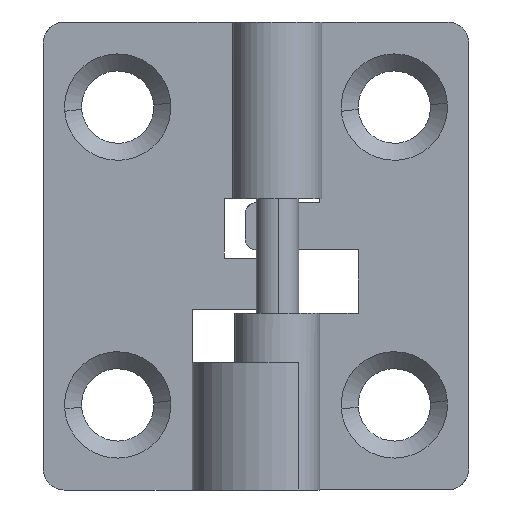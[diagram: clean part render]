
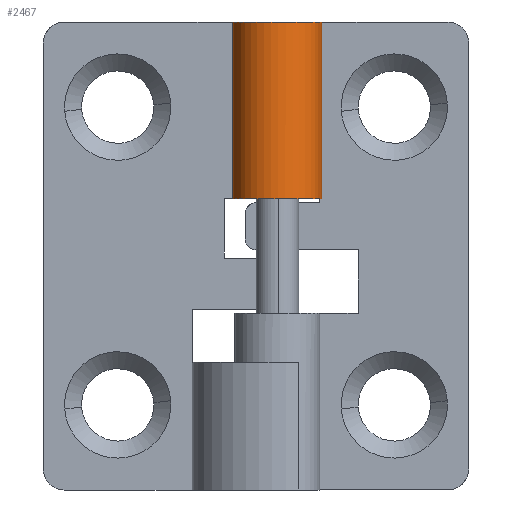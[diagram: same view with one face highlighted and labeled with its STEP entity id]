
A CAD part, front view. The second image highlights one B-rep face of the part: STEP entity #2467.
In plain terms, the highlighted free-form (B-spline) face has degree [1, 2] with [2, 7] control points.
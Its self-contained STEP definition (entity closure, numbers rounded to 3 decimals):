
#2351=CARTESIAN_POINT('',(-1.771,1.028,22.208));
#2352=CARTESIAN_POINT('',(-1.771,1.028,13.487));
#2353=CARTESIAN_POINT('',(-3.173,-1.172,22.208));
#2354=CARTESIAN_POINT('',(-3.173,-1.172,13.487));
#2355=CARTESIAN_POINT('',(-0.724,-2.071,22.208));
#2356=CARTESIAN_POINT('',(-0.724,-2.071,13.487));
#2357=CARTESIAN_POINT('',(1.725,-2.971,22.208));
#2358=CARTESIAN_POINT('',(1.725,-2.971,13.487));
#2359=CARTESIAN_POINT('',(2.08,-0.386,22.208));
#2360=CARTESIAN_POINT('',(2.08,-0.386,13.487));
#2361=CARTESIAN_POINT('',(2.436,2.198,22.208));
#2362=CARTESIAN_POINT('',(2.436,2.198,13.487));
#2363=CARTESIAN_POINT('',(-0.165,1.994,22.208));
#2364=CARTESIAN_POINT('',(-0.165,1.994,13.487));
#2372=(BOUNDED_SURFACE()B_SPLINE_SURFACE(1,2,((#2351,#2353,#2355,#2357,#2359,#2361,#2363),(#2352,#2354,#2356,#2358,#2360,#2362,#2364)),.UNSPECIFIED.,.F.,.F.,.U.)B_SPLINE_SURFACE_WITH_KNOTS((2,2),(3,2,2,3),(0.0,8.72),(0.0,4.022,8.043,12.065),.UNSPECIFIED.)GEOMETRIC_REPRESENTATION_ITEM()RATIONAL_B_SPLINE_SURFACE(((1.0,0.627,1.0,0.627,1.0,0.627,1.0),(1.0,0.627,1.0,0.627,1.0,0.627,1.0)))REPRESENTATION_ITEM('')SURFACE());
#2373=CARTESIAN_POINT('',(-1.819,0.95,22.0));
#2374=VERTEX_POINT('',#2373);
#2375=CARTESIAN_POINT('',(-1.819,0.95,13.7));
#2376=VERTEX_POINT('',#2375);
#2377=CARTESIAN_POINT('',(-1.819,0.95,22.0));
#2378=CARTESIAN_POINT('',(-1.819,0.95,13.7));
#2379=QUASI_UNIFORM_CURVE('',1,(#2377,#2378),.UNSPECIFIED.,.F.,.U.);
#2380=EDGE_CURVE('',#2374,#2376,#2379,.T.);
#2381=ORIENTED_EDGE('',*,*,#2380,.T.);
#2382=CARTESIAN_POINT('',(0.,2.,13.7));
#2383=VERTEX_POINT('',#2382);
#2384=CARTESIAN_POINT('',(0.,2.,13.7));
#2385=CARTESIAN_POINT('',(0.157,2.,13.7));
#2386=CARTESIAN_POINT('',(0.401,1.972,13.7));
#2387=CARTESIAN_POINT('',(0.738,1.873,13.7));
#2388=CARTESIAN_POINT('',(0.993,1.758,13.7));
#2389=CARTESIAN_POINT('',(1.242,1.601,13.7));
#2390=CARTESIAN_POINT('',(1.484,1.399,13.7));
#2391=CARTESIAN_POINT('',(1.724,1.121,13.7));
#2392=CARTESIAN_POINT('',(1.9,0.816,13.7));
#2393=CARTESIAN_POINT('',(2.02,0.501,13.7));
#2394=CARTESIAN_POINT('',(2.084,0.213,13.7));
#2395=CARTESIAN_POINT('',(2.111,-0.151,13.7));
#2396=CARTESIAN_POINT('',(2.073,-0.51,13.7));
#2397=CARTESIAN_POINT('',(1.953,-0.901,13.7));
#2398=CARTESIAN_POINT('',(1.802,-1.196,13.7));
#2399=CARTESIAN_POINT('',(1.59,-1.485,13.7));
#2400=CARTESIAN_POINT('',(1.361,-1.713,13.7));
#2401=CARTESIAN_POINT('',(1.067,-1.919,13.7));
#2402=CARTESIAN_POINT('',(0.776,-2.06,13.7));
#2403=CARTESIAN_POINT('',(0.488,-2.149,13.7));
#2404=CARTESIAN_POINT('',(0.17,-2.202,13.7));
#2405=CARTESIAN_POINT('',(-0.176,-2.205,13.7));
#2406=CARTESIAN_POINT('',(-0.572,-2.134,13.7));
#2407=CARTESIAN_POINT('',(-0.901,-2.008,13.7));
#2408=CARTESIAN_POINT('',(-1.21,-1.826,13.7));
#2409=CARTESIAN_POINT('',(-1.467,-1.618,13.7));
#2410=CARTESIAN_POINT('',(-1.711,-1.335,13.7));
#2411=CARTESIAN_POINT('',(-1.889,-1.039,13.7));
#2412=CARTESIAN_POINT('',(-2.015,-0.719,13.7));
#2413=CARTESIAN_POINT('',(-2.098,-0.355,13.7));
#2414=CARTESIAN_POINT('',(-2.11,0.056,13.7));
#2415=CARTESIAN_POINT('',(-2.026,0.516,13.7));
#2416=CARTESIAN_POINT('',(-1.905,0.801,13.7));
#2417=CARTESIAN_POINT('',(-1.819,0.95,13.7));
#2418=B_SPLINE_CURVE_WITH_KNOTS('',3,(#2384,#2385,#2386,#2387,#2388,#2389,#2390,#2391,#2392,#2393,#2394,#2395,#2396,#2397,#2398,#2399,#2400,#2401,#2402,#2403,#2404,#2405,#2406,#2407,#2408,#2409,#2410,#2411,#2412,#2413,#2414,#2415,#2416,#2417),.UNSPECIFIED.,.F.,.U.,(4,1,1,1,1,1,1,1,1,1,1,1,1,1,1,1,1,1,1,1,1,1,1,1,1,1,1,1,1,1,1,4),(0.,0.472,0.73,1.052,1.31,1.611,1.997,2.405,2.663,3.007,3.286,3.758,4.08,4.51,4.746,5.154,5.476,5.82,6.121,6.378,6.786,7.151,7.581,7.839,8.225,8.569,8.955,9.256,9.6,10.072,10.48,10.996),.UNSPECIFIED.);
#2419=EDGE_CURVE('',#2383,#2376,#2418,.T.);
#2420=ORIENTED_EDGE('',*,*,#2419,.F.);
#2421=CARTESIAN_POINT('',(0.,2.,22.0));
#2422=VERTEX_POINT('',#2421);
#2423=CARTESIAN_POINT('',(0.,2.,22.0));
#2424=CARTESIAN_POINT('',(0.,2.,13.7));
#2425=QUASI_UNIFORM_CURVE('',1,(#2423,#2424),.UNSPECIFIED.,.F.,.U.);
#2426=EDGE_CURVE('',#2422,#2383,#2425,.T.);
#2427=ORIENTED_EDGE('',*,*,#2426,.F.);
#2428=CARTESIAN_POINT('',(0.,2.,22.0));
#2429=CARTESIAN_POINT('',(0.172,2.,22.));
#2430=CARTESIAN_POINT('',(0.444,1.966,22.));
#2431=CARTESIAN_POINT('',(0.778,1.857,22.));
#2432=CARTESIAN_POINT('',(1.056,1.724,22.));
#2433=CARTESIAN_POINT('',(1.36,1.519,22.));
#2434=CARTESIAN_POINT('',(1.657,1.215,22.));
#2435=CARTESIAN_POINT('',(1.876,0.868,22.));
#2436=CARTESIAN_POINT('',(2.008,0.542,22.0));
#2437=CARTESIAN_POINT('',(2.075,0.256,22.0));
#2438=CARTESIAN_POINT('',(2.109,-0.065,22.));
#2439=CARTESIAN_POINT('',(2.092,-0.374,22.0));
#2440=CARTESIAN_POINT('',(2.009,-0.745,22.));
#2441=CARTESIAN_POINT('',(1.892,-1.032,22.));
#2442=CARTESIAN_POINT('',(1.721,-1.314,22.));
#2443=CARTESIAN_POINT('',(1.515,-1.572,22.));
#2444=CARTESIAN_POINT('',(1.232,-1.817,22.));
#2445=CARTESIAN_POINT('',(0.914,-2.,22.));
#2446=CARTESIAN_POINT('',(0.627,-2.111,22.));
#2447=CARTESIAN_POINT('',(0.291,-2.191,22.));
#2448=CARTESIAN_POINT('',(-0.039,-2.21,22.));
#2449=CARTESIAN_POINT('',(-0.381,-2.172,22.));
#2450=CARTESIAN_POINT('',(-0.729,-2.084,22.));
#2451=CARTESIAN_POINT('',(-1.094,-1.911,22.));
#2452=CARTESIAN_POINT('',(-1.414,-1.666,22.));
#2453=CARTESIAN_POINT('',(-1.673,-1.388,22.));
#2454=CARTESIAN_POINT('',(-1.856,-1.103,22.));
#2455=CARTESIAN_POINT('',(-1.995,-0.78,22.));
#2456=CARTESIAN_POINT('',(-2.087,-0.433,22.));
#2457=CARTESIAN_POINT('',(-2.111,-0.059,22.));
#2458=CARTESIAN_POINT('',(-2.068,0.318,22.));
#2459=CARTESIAN_POINT('',(-1.975,0.643,22.));
#2460=CARTESIAN_POINT('',(-1.872,0.857,22.));
#2461=CARTESIAN_POINT('',(-1.819,0.95,22.0));
#2462=B_SPLINE_CURVE_WITH_KNOTS('',3,(#2428,#2429,#2430,#2431,#2432,#2433,#2434,#2435,#2436,#2437,#2438,#2439,#2440,#2441,#2442,#2443,#2444,#2445,#2446,#2447,#2448,#2449,#2450,#2451,#2452,#2453,#2454,#2455,#2456,#2457,#2458,#2459,#2460,#2461),.UNSPECIFIED.,.F.,.U.,(4,1,1,1,1,1,1,1,1,1,1,1,1,1,1,1,1,1,1,1,1,1,1,1,1,1,1,1,1,1,1,4),(0.,0.515,0.816,1.052,1.439,1.911,2.319,2.663,2.964,3.2,3.629,3.887,4.338,4.553,4.875,5.326,5.67,5.97,6.249,6.7,6.958,7.28,7.774,8.161,8.483,8.912,9.17,9.535,9.986,10.287,10.673,10.996),.UNSPECIFIED.);
#2463=EDGE_CURVE('',#2422,#2374,#2462,.T.);
#2464=ORIENTED_EDGE('',*,*,#2463,.T.);
#2465=EDGE_LOOP('',(#2381,#2420,#2427,#2464));
#2466=FACE_OUTER_BOUND('',#2465,.T.);
#2467=ADVANCED_FACE('',(#2466),#2372,.T.);
